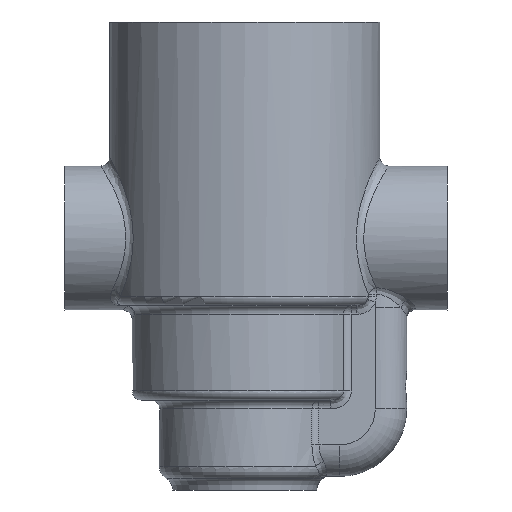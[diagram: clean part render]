
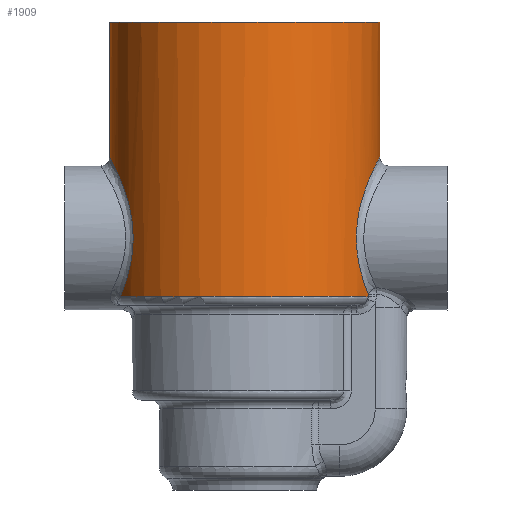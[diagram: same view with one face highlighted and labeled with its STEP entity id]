
A CAD part, front view. The second image highlights one B-rep face of the part: STEP entity #1909.
In plain terms, the highlighted cylindrical face has radius 30 mm (diameter 60 mm), a full revolution.
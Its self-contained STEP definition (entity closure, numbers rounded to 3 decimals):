
#40=FACE_BOUND('',#362,.T.);
#152=B_SPLINE_CURVE_WITH_KNOTS('',3,(#3170,#3171,#3172,#3173,#3174,#3175,
#3176,#3177,#3178,#3179,#3180,#3181,#3182,#3183,#3184),.UNSPECIFIED.,.F.,
 .F.,(4,1,1,1,1,1,1,1,1,1,1,1,4),(-8.766,-8.14,-7.514,
-6.888,-6.262,-5.009,-4.175,
-3.757,-2.505,-1.879,-1.252,
-0.626,0.),.UNSPECIFIED.);
#158=B_SPLINE_CURVE_WITH_KNOTS('',3,(#3276,#3277,#3278,#3279,#3280,#3281,
#3282,#3283,#3284,#3285,#3286,#3287,#3288,#3289,#3290,#3291,#3292),
 .UNSPECIFIED.,.F.,.F.,(4,1,1,1,1,1,1,1,1,1,1,1,1,1,4),(-8.605,
-7.99,-7.375,-6.761,-6.146,
-5.327,-4.917,-4.507,-3.688,
-3.073,-2.458,-1.844,-1.229,
-0.615,0.),.UNSPECIFIED.);
#225=FACE_OUTER_BOUND('',#361,.T.);
#361=EDGE_LOOP('',(#1331));
#362=EDGE_LOOP('',(#1332,#1333,#1334,#1335,#1336,#1337));
#536=LINE('',#3274,#608);
#537=LINE('',#3293,#609);
#608=VECTOR('',#2381,0.547);
#609=VECTOR('',#2382,0.547);
#687=CIRCLE('',#2059,30.);
#691=CIRCLE('',#2065,30.);
#692=CIRCLE('',#2066,30.);
#840=VERTEX_POINT('',#3009);
#843=VERTEX_POINT('',#3070);
#851=VERTEX_POINT('',#3250);
#855=VERTEX_POINT('',#3269);
#856=VERTEX_POINT('',#3271);
#857=VERTEX_POINT('',#3273);
#858=VERTEX_POINT('',#3275);
#1023=EDGE_CURVE('',#843,#840,#152,.T.);
#1034=EDGE_CURVE('',#840,#851,#687,.T.);
#1040=EDGE_CURVE('',#855,#855,#691,.T.);
#1041=EDGE_CURVE('',#856,#843,#692,.T.);
#1042=EDGE_CURVE('',#857,#856,#536,.T.);
#1043=EDGE_CURVE('',#858,#857,#158,.T.);
#1044=EDGE_CURVE('',#851,#858,#537,.T.);
#1331=ORIENTED_EDGE('',*,*,#1040,.T.);
#1332=ORIENTED_EDGE('',*,*,#1023,.F.);
#1333=ORIENTED_EDGE('',*,*,#1041,.F.);
#1334=ORIENTED_EDGE('',*,*,#1042,.F.);
#1335=ORIENTED_EDGE('',*,*,#1043,.F.);
#1336=ORIENTED_EDGE('',*,*,#1044,.F.);
#1337=ORIENTED_EDGE('',*,*,#1034,.F.);
#1848=CYLINDRICAL_SURFACE('',#2064,30.);
#1909=ADVANCED_FACE('',(#225,#40),#1848,.T.);
#2059=AXIS2_PLACEMENT_3D('',#3251,#2365,#2366);
#2064=AXIS2_PLACEMENT_3D('',#3268,#2375,#2376);
#2065=AXIS2_PLACEMENT_3D('',#3270,#2377,#2378);
#2066=AXIS2_PLACEMENT_3D('',#3272,#2379,#2380);
#2365=DIRECTION('center_axis',(0.,0.,-1.));
#2366=DIRECTION('ref_axis',(1.,0.,0.));
#2375=DIRECTION('center_axis',(0.,0.,-1.));
#2376=DIRECTION('ref_axis',(-1.,0.,0.));
#2377=DIRECTION('center_axis',(0.,0.,-1.));
#2378=DIRECTION('ref_axis',(1.,0.,0.));
#2379=DIRECTION('center_axis',(0.,0.,-1.));
#2380=DIRECTION('ref_axis',(1.,0.,0.));
#2381=DIRECTION('',(0.,0.,-1.));
#2382=DIRECTION('',(0.,0.,1.));
#3009=CARTESIAN_POINT('',(-27.636,11.672,-13.));
#3070=CARTESIAN_POINT('',(-27.636,-11.672,-13.));
#3170=CARTESIAN_POINT('Ctrl Pts',(-27.636,-11.672,-13.));
#3171=CARTESIAN_POINT('Ctrl Pts',(-27.065,-13.024,-11.619));
#3172=CARTESIAN_POINT('Ctrl Pts',(-25.874,-15.284,-8.394));
#3173=CARTESIAN_POINT('Ctrl Pts',(-24.667,-17.074,-2.444));
#3174=CARTESIAN_POINT('Ctrl Pts',(-24.857,-16.807,3.965));
#3175=CARTESIAN_POINT('Ctrl Pts',(-26.761,-13.88,11.554));
#3176=CARTESIAN_POINT('Ctrl Pts',(-29.64,-7.324,17.329));
#3177=CARTESIAN_POINT('Ctrl Pts',(-30.196,0.701,18.379));
#3178=CARTESIAN_POINT('Ctrl Pts',(-29.181,8.336,16.414));
#3179=CARTESIAN_POINT('Ctrl Pts',(-26.769,13.877,11.569));
#3180=CARTESIAN_POINT('Ctrl Pts',(-24.853,16.807,3.961));
#3181=CARTESIAN_POINT('Ctrl Pts',(-24.669,17.074,-2.442));
#3182=CARTESIAN_POINT('Ctrl Pts',(-25.874,15.284,-8.395));
#3183=CARTESIAN_POINT('Ctrl Pts',(-27.065,13.024,-11.619));
#3184=CARTESIAN_POINT('Ctrl Pts',(-27.636,11.672,-13.));
#3250=CARTESIAN_POINT('',(27.414,12.184,-13.));
#3251=CARTESIAN_POINT('Origin',(0.,0.,-13.));
#3268=CARTESIAN_POINT('Origin',(0.,0.,17.5));
#3269=CARTESIAN_POINT('',(-30.,0.,48.));
#3270=CARTESIAN_POINT('Origin',(0.,0.,48.));
#3271=CARTESIAN_POINT('',(27.414,-12.184,-13.));
#3272=CARTESIAN_POINT('Origin',(0.,0.,-13.));
#3273=CARTESIAN_POINT('',(27.414,-12.184,-12.453));
#3274=CARTESIAN_POINT('',(27.414,-12.184,17.5));
#3275=CARTESIAN_POINT('',(27.414,12.184,-12.453));
#3276=CARTESIAN_POINT('Ctrl Pts',(27.414,12.184,-12.453));
#3277=CARTESIAN_POINT('Ctrl Pts',(26.85,13.455,-11.039));
#3278=CARTESIAN_POINT('Ctrl Pts',(25.7,15.56,-7.779));
#3279=CARTESIAN_POINT('Ctrl Pts',(24.629,17.124,-1.851));
#3280=CARTESIAN_POINT('Ctrl Pts',(24.938,16.697,4.411));
#3281=CARTESIAN_POINT('Ctrl Pts',(26.543,14.171,10.561));
#3282=CARTESIAN_POINT('Ctrl Pts',(28.373,10.198,14.765));
#3283=CARTESIAN_POINT('Ctrl Pts',(29.53,5.68,17.109));
#3284=CARTESIAN_POINT('Ctrl Pts',(30.193,0.687,18.357));
#3285=CARTESIAN_POINT('Ctrl Pts',(29.786,-5.21,17.621));
#3286=CARTESIAN_POINT('Ctrl Pts',(28.154,-10.696,14.332));
#3287=CARTESIAN_POINT('Ctrl Pts',(26.385,-14.422,9.95));
#3288=CARTESIAN_POINT('Ctrl Pts',(24.937,-16.698,4.408));
#3289=CARTESIAN_POINT('Ctrl Pts',(24.628,-17.125,-1.848));
#3290=CARTESIAN_POINT('Ctrl Pts',(25.7,-15.56,-7.78));
#3291=CARTESIAN_POINT('Ctrl Pts',(26.85,-13.455,-11.039));
#3292=CARTESIAN_POINT('Ctrl Pts',(27.414,-12.184,-12.453));
#3293=CARTESIAN_POINT('',(27.414,12.184,-12.313));
